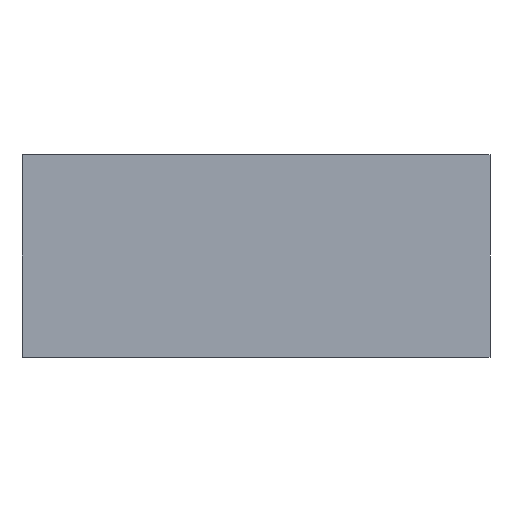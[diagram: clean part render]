
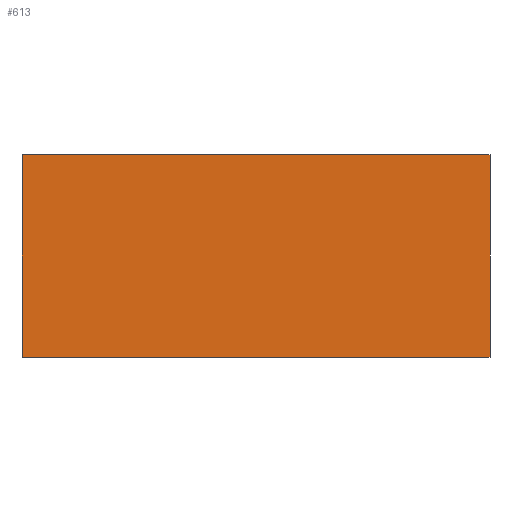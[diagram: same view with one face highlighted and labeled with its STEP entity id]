
A CAD part, front view. The second image highlights one B-rep face of the part: STEP entity #613.
In plain terms, the highlighted planar face has unit normal (0, -1, 0).
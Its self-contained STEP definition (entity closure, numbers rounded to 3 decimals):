
#36=FACE_OUTER_BOUND('',#66,.T.);
#66=EDGE_LOOP('',(#418,#419,#420,#421));
#111=LINE('',#911,#187);
#112=LINE('',#914,#188);
#113=LINE('',#916,#189);
#114=LINE('',#917,#190);
#187=VECTOR('',#750,10.);
#188=VECTOR('',#753,10.);
#189=VECTOR('',#754,10.);
#190=VECTOR('',#755,10.);
#260=VERTEX_POINT('',#907);
#261=VERTEX_POINT('',#909);
#262=VERTEX_POINT('',#913);
#263=VERTEX_POINT('',#915);
#325=EDGE_CURVE('',#261,#260,#111,.T.);
#326=EDGE_CURVE('',#262,#260,#112,.T.);
#327=EDGE_CURVE('',#261,#263,#113,.T.);
#328=EDGE_CURVE('',#263,#262,#114,.T.);
#418=ORIENTED_EDGE('',*,*,#326,.T.);
#419=ORIENTED_EDGE('',*,*,#325,.F.);
#420=ORIENTED_EDGE('',*,*,#327,.T.);
#421=ORIENTED_EDGE('',*,*,#328,.T.);
#553=PLANE('',#669);
#613=ADVANCED_FACE('',(#36),#553,.T.);
#669=AXIS2_PLACEMENT_3D('',#912,#751,#752);
#750=DIRECTION('',(1.,0.,0.));
#751=DIRECTION('center_axis',(0.,-1.,0.));
#752=DIRECTION('ref_axis',(0.,0.,-1.));
#753=DIRECTION('',(0.,0.,1.));
#754=DIRECTION('',(0.,0.,-1.));
#755=DIRECTION('',(1.,0.,0.));
#907=CARTESIAN_POINT('',(300.,0.,65.));
#909=CARTESIAN_POINT('',(0.,0.,65.));
#911=CARTESIAN_POINT('',(0.,0.,65.));
#912=CARTESIAN_POINT('Origin',(0.,0.,
-65.));
#913=CARTESIAN_POINT('',(300.,0.,-65.));
#914=CARTESIAN_POINT('',(300.,0.,65.));
#915=CARTESIAN_POINT('',(0.,0.,-65.));
#916=CARTESIAN_POINT('',(0.,0.,65.));
#917=CARTESIAN_POINT('',(0.,0.,-65.));
